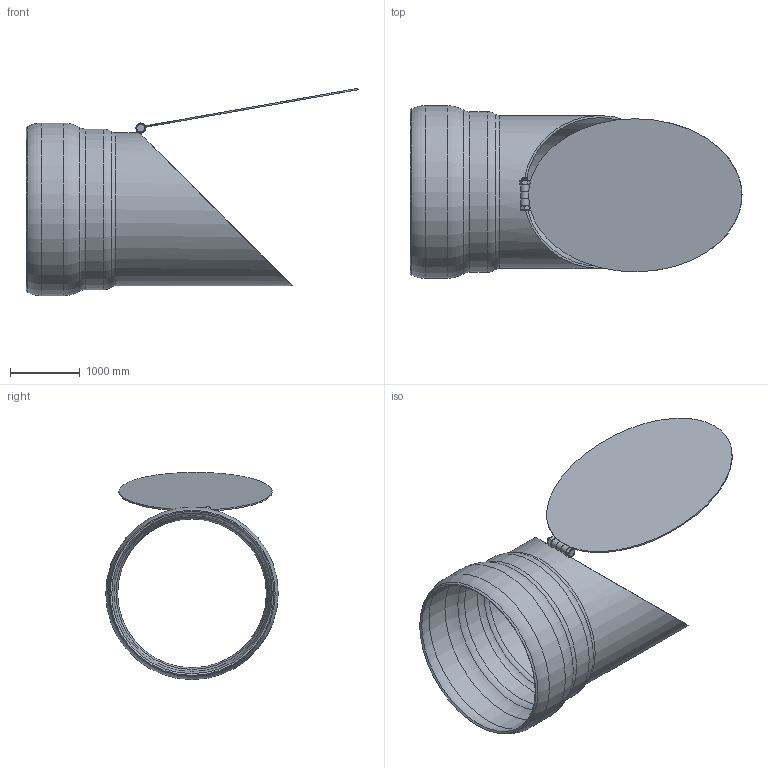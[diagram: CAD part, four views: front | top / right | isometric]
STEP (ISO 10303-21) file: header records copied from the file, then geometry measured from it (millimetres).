
FILE_DESCRIPTION(/* description */ (''),/* implementation_level */ '2;1');
FILE_NAME(/* name */ '04320.200X_3D.stp',/* time_stamp */ '2024-12-11T13:30:15+01:00',/* author */ ('CAD'),/* organization */ (''),/* preprocessor_version */ 'ST-DEVELOPER v20',/* originating_system */ 'AutoCAD Mechanical',/* authorisation */ '');
FILE_SCHEMA (('AUTOMOTIVE_DESIGN { 1 0 10303 214 3 1 1 }'));
Length unit declared in the file: centimetre
Products named in the file (1): Product
Bounding box: 4751.51 x 2468 x 2965.36 mm (x, y, z)
Volume: 695558933.6 mm3; surface area: 50633672 mm2
Topology: 7 solids, 7 shells, 128 faces, 278 edges, 165 vertices
Faces by surface type: cone 74, plane 26, torus 14, cylinder 13, bspline 1
Full cylindrical faces by diameter (mm): 80.4 x1, 84 x3, 120 x3, 2130 x1, 2190 x1, 2238 x1, 2298 x1, 2408 x1, 2468 x1
Entity records: 3892 total; most frequent: CARTESIAN_POINT 1069, DIRECTION 620, ORIENTED_EDGE 556, EDGE_CURVE 278, AXIS2_PLACEMENT_3D 266, VERTEX_POINT 164, EDGE_LOOP 138, CIRCLE 134
